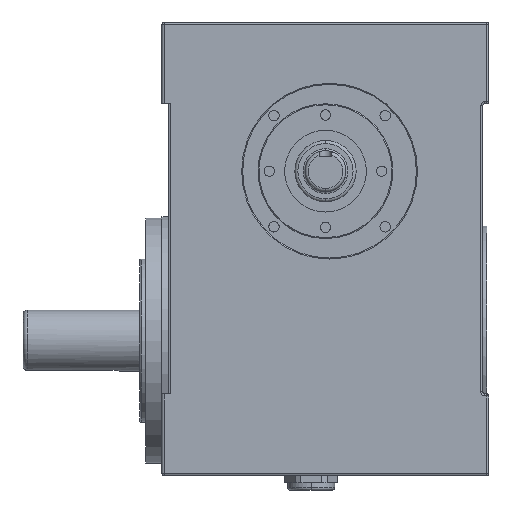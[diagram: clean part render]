
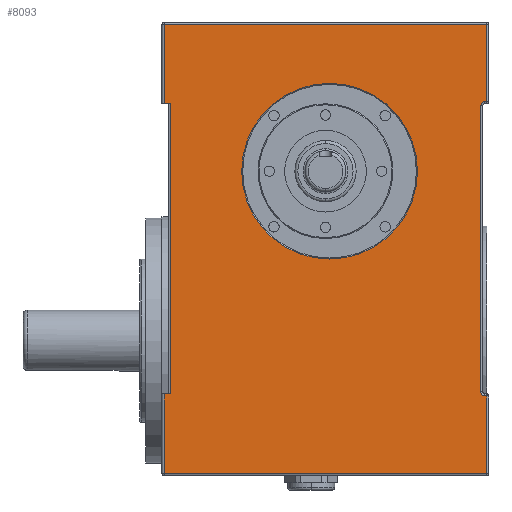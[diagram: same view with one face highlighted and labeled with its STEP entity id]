
A CAD part, left-side view. The second image highlights one B-rep face of the part: STEP entity #8093.
In plain terms, the highlighted planar face has unit normal (-1, 0, 0).
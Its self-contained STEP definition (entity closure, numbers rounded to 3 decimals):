
#53 = DIRECTION ( 'NONE',  ( -1., 0., 0. ) ) ;
#264 = ORIENTED_EDGE ( 'NONE', *, *, #11331, .T. ) ;
#351 = ORIENTED_EDGE ( 'NONE', *, *, #9248, .T. ) ;
#394 = VECTOR ( 'NONE', #5000, 1000. ) ;
#541 = CIRCLE ( 'NONE', #11949, 43. ) ;
#895 = CARTESIAN_POINT ( 'NONE',  ( -70., 159., 110. ) ) ;
#1022 = CARTESIAN_POINT ( 'NONE',  ( -70., 1., -71. ) ) ;
#1029 = VERTEX_POINT ( 'NONE', #10161 ) ;
#1096 = ORIENTED_EDGE ( 'NONE', *, *, #9305, .T. ) ;
#1236 = EDGE_CURVE ( 'NONE', #3474, #10239, #9798, .T. ) ;
#1312 = VECTOR ( 'NONE', #2509, 1000. ) ;
#1353 = EDGE_LOOP ( 'NONE', ( #9489, #12976 ) ) ;
#1708 = CARTESIAN_POINT ( 'NONE',  ( -70., 156., 71. ) ) ;
#1829 = LINE ( 'NONE', #12969, #394 ) ;
#1858 = CARTESIAN_POINT ( 'NONE',  ( -70., 4., 70. ) ) ;
#1917 = DIRECTION ( 'NONE',  ( 0., 0., 1. ) ) ;
#1929 = EDGE_CURVE ( 'NONE', #8743, #3282, #6918, .T. ) ;
#1939 = CARTESIAN_POINT ( 'NONE',  ( -70., 2., -70. ) ) ;
#1994 = VERTEX_POINT ( 'NONE', #895 ) ;
#2363 = VECTOR ( 'NONE', #3617, 1000. ) ;
#2509 = DIRECTION ( 'NONE',  ( 0., 0., -1. ) ) ;
#2606 = VECTOR ( 'NONE', #4957, 1000. ) ;
#2679 = DIRECTION ( 'NONE',  ( 1., 0., 0. ) ) ;
#2905 = AXIS2_PLACEMENT_3D ( 'NONE', #11336, #53, #3061 ) ;
#2988 = CARTESIAN_POINT ( 'NONE',  ( -70., 160., 71. ) ) ;
#2991 = DIRECTION ( 'NONE',  ( 1., 0., 0. ) ) ;
#3061 = DIRECTION ( 'NONE',  ( 0., 0., -1. ) ) ;
#3155 = DIRECTION ( 'NONE',  ( 0., 0., -1. ) ) ;
#3282 = VERTEX_POINT ( 'NONE', #12324 ) ;
#3474 = VERTEX_POINT ( 'NONE', #7690 ) ;
#3617 = DIRECTION ( 'NONE',  ( 0., 0., 1. ) ) ;
#3824 = PLANE ( 'NONE',  #6954 ) ;
#3872 = VERTEX_POINT ( 'NONE', #1708 ) ;
#3944 = ORIENTED_EDGE ( 'NONE', *, *, #8121, .T. ) ;
#3951 = EDGE_CURVE ( 'NONE', #8551, #10239, #7207, .T. ) ;
#3964 = DIRECTION ( 'NONE',  ( 0., 0., -1. ) ) ;
#4056 = EDGE_CURVE ( 'NONE', #7237, #8764, #8152, .T. ) ;
#4111 = LINE ( 'NONE', #12076, #6504 ) ;
#4216 = ORIENTED_EDGE ( 'NONE', *, *, #10387, .T. ) ;
#4488 = ORIENTED_EDGE ( 'NONE', *, *, #11219, .T. ) ;
#4693 = ORIENTED_EDGE ( 'NONE', *, *, #3951, .F. ) ;
#4755 = CARTESIAN_POINT ( 'NONE',  ( -70., 78., 38. ) ) ;
#4800 = DIRECTION ( 'NONE',  ( 1., 0., 0. ) ) ;
#4957 = DIRECTION ( 'NONE',  ( 0., -1., 0. ) ) ;
#5000 = DIRECTION ( 'NONE',  ( 0., 1., 0. ) ) ;
#5013 = VECTOR ( 'NONE', #6721, 1000. ) ;
#5176 = VERTEX_POINT ( 'NONE', #8771 ) ;
#5279 = ORIENTED_EDGE ( 'NONE', *, *, #8877, .T. ) ;
#5337 = AXIS2_PLACEMENT_3D ( 'NONE', #10105, #2991, #5995 ) ;
#5519 = CARTESIAN_POINT ( 'NONE',  ( -70., 159., -111. ) ) ;
#5550 = VECTOR ( 'NONE', #13001, 1000. ) ;
#5551 = CARTESIAN_POINT ( 'NONE',  ( -70., 4., -70. ) ) ;
#5697 = CARTESIAN_POINT ( 'NONE',  ( -70., 4., -111. ) ) ;
#5733 = DIRECTION ( 'NONE',  ( 0., 0., -1. ) ) ;
#5995 = DIRECTION ( 'NONE',  ( 0., 0., -1. ) ) ;
#5997 = EDGE_LOOP ( 'NONE', ( #1096, #351, #10328, #5279, #11053, #4693, #3944, #6332, #7947, #10441, #264, #4488, #4216, #10973 ) ) ;
#6065 = DIRECTION ( 'NONE',  ( -1., 0., 0. ) ) ;
#6332 = ORIENTED_EDGE ( 'NONE', *, *, #7736, .F. ) ;
#6504 = VECTOR ( 'NONE', #8071, 1000. ) ;
#6721 = DIRECTION ( 'NONE',  ( 0., 1., 0. ) ) ;
#6763 = VECTOR ( 'NONE', #10140, 1000. ) ;
#6766 = CARTESIAN_POINT ( 'NONE',  ( -70., 160., 110. ) ) ;
#6899 = DIRECTION ( 'NONE',  ( 0., -1., 0. ) ) ;
#6918 = CIRCLE ( 'NONE', #5337, 43. ) ;
#6954 = AXIS2_PLACEMENT_3D ( 'NONE', #12916, #2679, #8859 ) ;
#7112 = VERTEX_POINT ( 'NONE', #12101 ) ;
#7181 = AXIS2_PLACEMENT_3D ( 'NONE', #1939, #6065, #3155 ) ;
#7207 = CIRCLE ( 'NONE', #7181, 2. ) ;
#7222 = CARTESIAN_POINT ( 'NONE',  ( -70., 156., -71. ) ) ;
#7237 = VERTEX_POINT ( 'NONE', #11306 ) ;
#7292 = LINE ( 'NONE', #13018, #7751 ) ;
#7467 = LINE ( 'NONE', #1022, #9516 ) ;
#7690 = CARTESIAN_POINT ( 'NONE',  ( -70., 1., -72. ) ) ;
#7736 = EDGE_CURVE ( 'NONE', #7112, #12834, #12737, .T. ) ;
#7751 = VECTOR ( 'NONE', #3964, 1000. ) ;
#7808 = CARTESIAN_POINT ( 'NONE',  ( -70., 159., -110. ) ) ;
#7879 = CARTESIAN_POINT ( 'NONE',  ( -70., 160., -110. ) ) ;
#7947 = ORIENTED_EDGE ( 'NONE', *, *, #9266, .T. ) ;
#8050 = VECTOR ( 'NONE', #10237, 1000. ) ;
#8071 = DIRECTION ( 'NONE',  ( 0., 0., -1. ) ) ;
#8093 = ADVANCED_FACE ( 'NONE', ( #12727, #10362 ), #3824, .F. ) ;
#8121 = EDGE_CURVE ( 'NONE', #8551, #12834, #8911, .T. ) ;
#8152 = LINE ( 'NONE', #12760, #2363 ) ;
#8177 = CARTESIAN_POINT ( 'NONE',  ( -70., 1., -110. ) ) ;
#8191 = EDGE_CURVE ( 'NONE', #3872, #8891, #4111, .T. ) ;
#8551 = VERTEX_POINT ( 'NONE', #5551 ) ;
#8743 = VERTEX_POINT ( 'NONE', #10890 ) ;
#8764 = VERTEX_POINT ( 'NONE', #9833 ) ;
#8771 = CARTESIAN_POINT ( 'NONE',  ( -70., 159., -71. ) ) ;
#8859 = DIRECTION ( 'NONE',  ( 0., 1., 0. ) ) ;
#8877 = EDGE_CURVE ( 'NONE', #12268, #3474, #7467, .T. ) ;
#8891 = VERTEX_POINT ( 'NONE', #7222 ) ;
#8911 = LINE ( 'NONE', #5697, #5550 ) ;
#8962 = CARTESIAN_POINT ( 'NONE',  ( -70., 160., 72. ) ) ;
#9141 = LINE ( 'NONE', #2988, #8050 ) ;
#9248 = EDGE_CURVE ( 'NONE', #5176, #12707, #7292, .T. ) ;
#9266 = EDGE_CURVE ( 'NONE', #7112, #7237, #12377, .T. ) ;
#9305 = EDGE_CURVE ( 'NONE', #8891, #5176, #1829, .T. ) ;
#9489 = ORIENTED_EDGE ( 'NONE', *, *, #9562, .T. ) ;
#9516 = VECTOR ( 'NONE', #1917, 1000. ) ;
#9562 = EDGE_CURVE ( 'NONE', #3282, #8743, #541, .T. ) ;
#9798 = LINE ( 'NONE', #10095, #6763 ) ;
#9833 = CARTESIAN_POINT ( 'NONE',  ( -70., 1., 110. ) ) ;
#10095 = CARTESIAN_POINT ( 'NONE',  ( -70., 160., -72. ) ) ;
#10105 = CARTESIAN_POINT ( 'NONE',  ( -70., 78., 38. ) ) ;
#10140 = DIRECTION ( 'NONE',  ( 0., 1., 0. ) ) ;
#10161 = CARTESIAN_POINT ( 'NONE',  ( -70., 159., 71. ) ) ;
#10237 = DIRECTION ( 'NONE',  ( 0., -1., 0. ) ) ;
#10239 = VERTEX_POINT ( 'NONE', #11070 ) ;
#10328 = ORIENTED_EDGE ( 'NONE', *, *, #13238, .T. ) ;
#10362 = FACE_OUTER_BOUND ( 'NONE', #5997, .T. ) ;
#10387 = EDGE_CURVE ( 'NONE', #1029, #3872, #9141, .T. ) ;
#10441 = ORIENTED_EDGE ( 'NONE', *, *, #4056, .T. ) ;
#10890 = CARTESIAN_POINT ( 'NONE',  ( -70., 78., 81. ) ) ;
#10973 = ORIENTED_EDGE ( 'NONE', *, *, #8191, .T. ) ;
#11053 = ORIENTED_EDGE ( 'NONE', *, *, #1236, .T. ) ;
#11070 = CARTESIAN_POINT ( 'NONE',  ( -70., 2., -72. ) ) ;
#11219 = EDGE_CURVE ( 'NONE', #1994, #1029, #11540, .T. ) ;
#11306 = CARTESIAN_POINT ( 'NONE',  ( -70., 1., 72. ) ) ;
#11331 = EDGE_CURVE ( 'NONE', #8764, #1994, #13142, .T. ) ;
#11336 = CARTESIAN_POINT ( 'NONE',  ( -70., 2., 70. ) ) ;
#11540 = LINE ( 'NONE', #5519, #1312 ) ;
#11863 = VECTOR ( 'NONE', #6899, 1000. ) ;
#11949 = AXIS2_PLACEMENT_3D ( 'NONE', #4755, #4800, #5733 ) ;
#12076 = CARTESIAN_POINT ( 'NONE',  ( -70., 156., -111. ) ) ;
#12101 = CARTESIAN_POINT ( 'NONE',  ( -70., 2., 72. ) ) ;
#12268 = VERTEX_POINT ( 'NONE', #8177 ) ;
#12324 = CARTESIAN_POINT ( 'NONE',  ( -70., 78., -5. ) ) ;
#12377 = LINE ( 'NONE', #8962, #2606 ) ;
#12665 = LINE ( 'NONE', #7879, #11863 ) ;
#12707 = VERTEX_POINT ( 'NONE', #7808 ) ;
#12727 = FACE_BOUND ( 'NONE', #1353, .T. ) ;
#12737 = CIRCLE ( 'NONE', #2905, 2. ) ;
#12760 = CARTESIAN_POINT ( 'NONE',  ( -70., 1., 111. ) ) ;
#12834 = VERTEX_POINT ( 'NONE', #1858 ) ;
#12916 = CARTESIAN_POINT ( 'NONE',  ( -70., 160., -111. ) ) ;
#12969 = CARTESIAN_POINT ( 'NONE',  ( -70., 160., -71. ) ) ;
#12976 = ORIENTED_EDGE ( 'NONE', *, *, #1929, .T. ) ;
#13001 = DIRECTION ( 'NONE',  ( 0., 0., 1. ) ) ;
#13018 = CARTESIAN_POINT ( 'NONE',  ( -70., 159., -111. ) ) ;
#13142 = LINE ( 'NONE', #6766, #5013 ) ;
#13238 = EDGE_CURVE ( 'NONE', #12707, #12268, #12665, .T. ) ;
